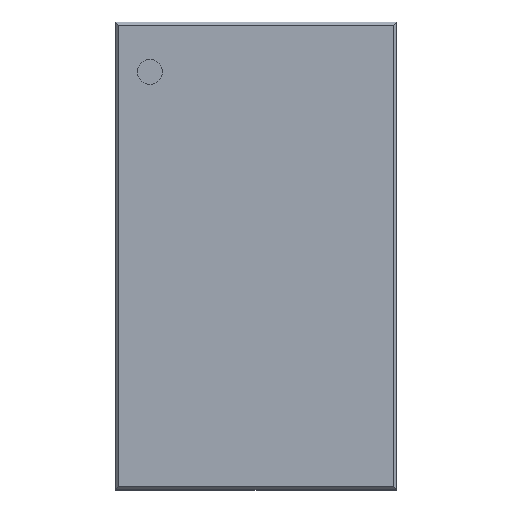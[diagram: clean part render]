
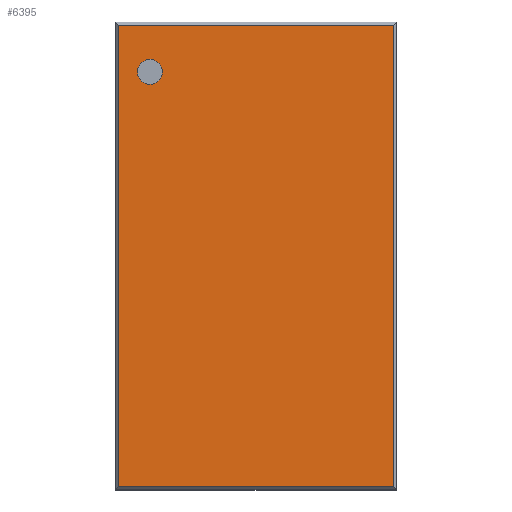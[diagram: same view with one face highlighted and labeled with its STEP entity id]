
A CAD part, top view. The second image highlights one B-rep face of the part: STEP entity #6395.
In plain terms, the highlighted planar face has unit normal (0, 0, 1).
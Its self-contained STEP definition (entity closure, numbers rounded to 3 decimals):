
#163=LINE('',#9103,#1023);
#167=LINE('',#9111,#1027);
#170=LINE('',#9117,#1030);
#173=LINE('',#9122,#1033);
#1023=VECTOR('',#7355,14.8);
#1027=VECTOR('',#7361,8.8);
#1030=VECTOR('',#7366,8.8);
#1033=VECTOR('',#7371,14.8);
#1890=PLANE('',#6909);
#2319=FACE_BOUND('',#2770,.T.);
#2330=FACE_OUTER_BOUND('',#2769,.T.);
#2769=EDGE_LOOP('',(#4679,#4680,#4681,#4682));
#2770=EDGE_LOOP('',(#4683));
#3202=CIRCLE('',#6900,0.4);
#3208=VERTEX_POINT('',#9095);
#3210=VERTEX_POINT('',#9101);
#3211=VERTEX_POINT('',#9102);
#3214=VERTEX_POINT('',#9110);
#3216=VERTEX_POINT('',#9116);
#3786=EDGE_CURVE('',#3208,#3208,#3202,.T.);
#3788=EDGE_CURVE('',#3210,#3211,#163,.T.);
#3792=EDGE_CURVE('',#3214,#3210,#167,.T.);
#3795=EDGE_CURVE('',#3211,#3216,#170,.T.);
#3798=EDGE_CURVE('',#3216,#3214,#173,.T.);
#4679=ORIENTED_EDGE('',*,*,#3788,.F.);
#4680=ORIENTED_EDGE('',*,*,#3792,.F.);
#4681=ORIENTED_EDGE('',*,*,#3798,.F.);
#4682=ORIENTED_EDGE('',*,*,#3795,.F.);
#4683=ORIENTED_EDGE('',*,*,#3786,.T.);
#6395=ADVANCED_FACE('',(#2330,#2319),#1890,.T.);
#6900=AXIS2_PLACEMENT_3D('',#9096,#7347,#7348);
#6909=AXIS2_PLACEMENT_3D('',#9134,#7382,#7383);
#7347=DIRECTION('center_axis',(0.,0.,
-1.));
#7348=DIRECTION('ref_axis',(1.,0.,0.));
#7355=DIRECTION('',(0.,-1.,0.));
#7361=DIRECTION('',(1.,0.,0.));
#7366=DIRECTION('',(-1.,0.,0.));
#7371=DIRECTION('',(0.,1.,0.));
#7382=DIRECTION('center_axis',(0.,0.,
1.));
#7383=DIRECTION('ref_axis',(1.,0.,0.));
#9095=CARTESIAN_POINT('',(-3.,5.9,2.97));
#9096=CARTESIAN_POINT('Origin',(-3.4,5.9,2.97));
#9101=CARTESIAN_POINT('',(4.4,7.4,2.97));
#9102=CARTESIAN_POINT('',(4.4,-7.4,2.97));
#9103=CARTESIAN_POINT('',(4.4,3.75,2.97));
#9110=CARTESIAN_POINT('',(-4.4,7.4,2.97));
#9111=CARTESIAN_POINT('',(-2.25,7.4,2.97));
#9116=CARTESIAN_POINT('',(-4.4,-7.4,2.97));
#9117=CARTESIAN_POINT('',(2.25,-7.4,2.97));
#9122=CARTESIAN_POINT('',(-4.4,-3.75,2.97));
#9134=CARTESIAN_POINT('Origin',(0.,0.,2.97));
